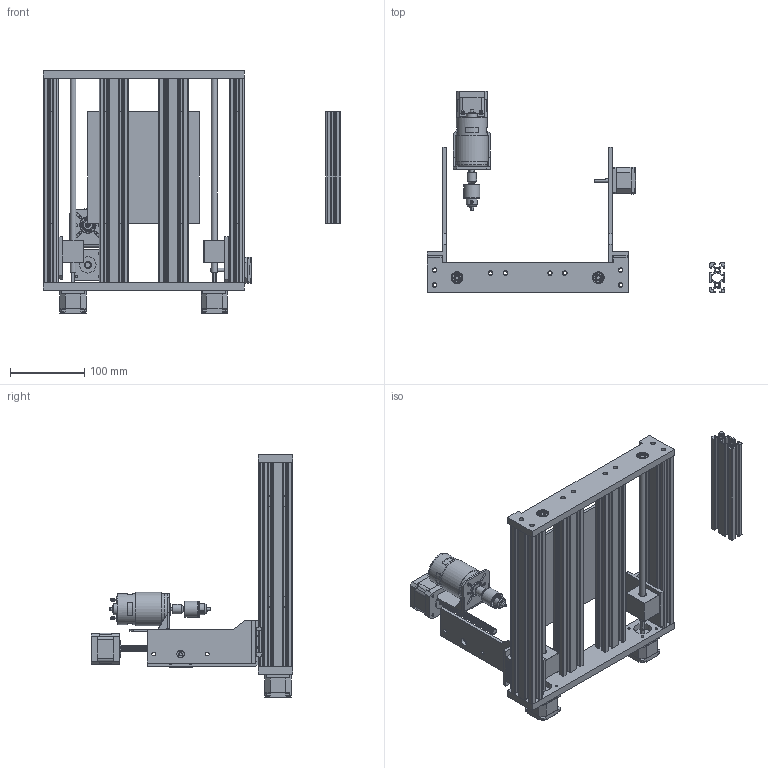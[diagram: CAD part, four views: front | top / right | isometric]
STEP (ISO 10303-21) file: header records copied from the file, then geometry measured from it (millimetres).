
FILE_DESCRIPTION(/* description */ (''),/* implementation_level */ '2;1');
FILE_NAME(/* name */ '',/* time_stamp */ '2024-11-11T14:48:08+08:00',/* author */ (''),/* organization */ (''),/* preprocessor_version */ 'ST-DEVELOPER v20',/* originating_system */ 'Autodesk Translation Framework v13.20.0.188',/* authorisation */ '');
FILE_SCHEMA (('AUTOMOTIVE_DESIGN { 1 0 10303 214 3 1 1 }'));
Products named in the file (41): 巧匠01; Y轴运动系统; LZE01-MGN9H-L275-N-Z0; LZE01-MGN9H-L275-N-Z0_1; LZE01-MGN9H-275-N-Z0_1; LZE01-MGN9H-N-Z0_2 (1); 35CM015(0.15); 35CM0150.15-35cm; goi T8; GSR0808-270R270C5; GSR0808-270R270C5-shaft; NSK_625ZZ1; NSK_625ZZ1_1; 625ZZ1 Outer Ring; 625ZZ1 Inner Ring; 625ZZ1 Shield1; 625ZZ1 Ball; 625ZZ1 Shield2; X轴运动系统; Z轴运动系统; LZE01-MGN9H-L135-N-Z0; LZE01-MGN9H-L135-N-Z0_1; LZE01-MGN9H-135-N-Z0_1; LZE01-MGN9H-N-Z0_2; Stepper with LeadScrew; spindle; Motor DC 12-24v con Mandril 775 para corte y perforacion; Universal DC Motor Mounting Holder; 35CM0150.15-35cm_1; 外板; 前面板; 后面板; 左侧面板; 右侧面板; 左龙门; 右龙门; 底板; LCFB6-2040-150-TPW; LCFB6-2040-150-TPW 2; 4mm铝板 ...
Assembly tree (64 placements, depth 4):
  巧匠01
    Y轴运动系统
      LZE01-MGN9H-L275-N-Z0
        LZE01-MGN9H-275-N-Z0_1
        LZE01-MGN9H-N-Z0_2 (1)
      LZE01-MGN9H-L275-N-Z0_1
        LZE01-MGN9H-275-N-Z0_1
        LZE01-MGN9H-N-Z0_2 (1)
      35CM0150.15-35cm
      GSR0808-270R270C5-shaft
      goi T8  x2
      35CM015(0.15)
        35CM0150.15-35cm
      GSR0808-270R270C5
        GSR0808-270R270C5-shaft
      NSK_625ZZ1
        625ZZ1 Outer Ring
        625ZZ1 Inner Ring
        625ZZ1 Shield1
        625ZZ1 Ball  x7
        625ZZ1 Shield2
      NSK_625ZZ1_1
        625ZZ1 Outer Ring
        625ZZ1 Inner Ring
        625ZZ1 Shield1
        625ZZ1 Ball  x7
        625ZZ1 Shield2
    X轴运动系统
    Z轴运动系统
      LZE01-MGN9H-L135-N-Z0
        LZE01-MGN9H-135-N-Z0_1
        LZE01-MGN9H-N-Z0_2
      LZE01-MGN9H-L135-N-Z0_1
        LZE01-MGN9H-135-N-Z0_1
        LZE01-MGN9H-N-Z0_2
      Stepper with LeadScrew
      spindle
        Motor DC 12-24v con Mandril 775 para corte y perforacion
        Universal DC Motor Mounting Holder
    35CM0150.15-35cm_1
    外板
      前面板
      后面板
      左侧面板
      右侧面板
      左龙门
      右龙门
    底板
      LCFB6-2040-150-TPW
      LCFB6-2040-150-TPW 2
      4mm铝板
    LCFB6-2040-150-TPW 2_1
Bounding box: 400 x 270.97 x 326 mm (x, y, z)
Volume: 1185482.3 mm3; surface area: 680002.5 mm2
Topology: 49 solids, 49 shells, 2927 faces, 7832 edges, 5134 vertices
Faces by surface type: plane 1580, cylinder 1139, cone 86, torus 66, sphere 30, bspline 26
Full cylindrical faces by diameter (mm): 1.567 x12, 2 x8, 2.459 x8, 2.93 x18, 3 x27, 3.5 x36, 3.599 x8, 3.707 x4, 4 x8, 4.4 x8, 4.917 x20, 5 x21, 5.8 x4, 6 x72, 6.5 x1, 7.211 x50, 7.5 x8, 8 x60, 8.2 x2, 8.55 x4, 10 x1, 10.2 x2, 12.5 x4, 12.7 x1, 13.8 x8, 15 x2, 16 x4, 17.5 x1, 18 x1, 21.5 x1
Entity records: 107508 total; most frequent: CARTESIAN_POINT 41269, ORIENTED_EDGE 13588, DIRECTION 13488, EDGE_CURVE 6794, AXIS2_PLACEMENT_3D 4571, VERTEX_POINT 4465, LINE 4346, VECTOR 4346
